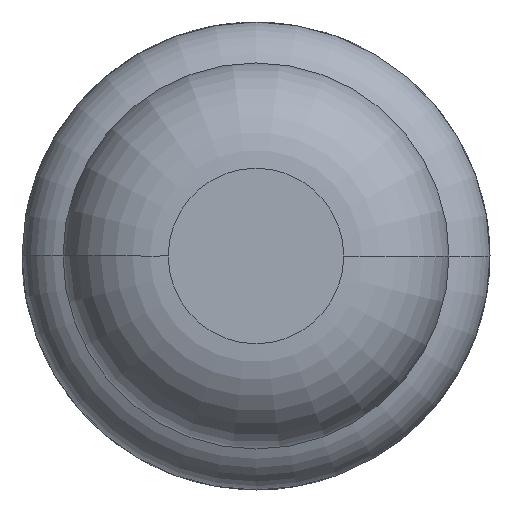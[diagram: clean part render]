
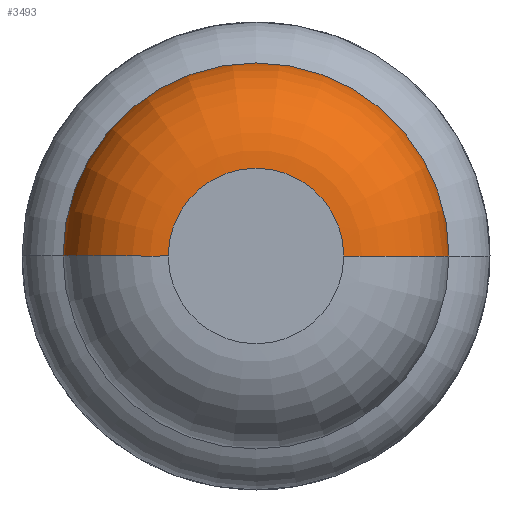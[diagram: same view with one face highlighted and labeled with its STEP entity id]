
A CAD part, front view. The second image highlights one B-rep face of the part: STEP entity #3493.
In plain terms, the highlighted toroidal (fillet/blend) face has major radius 0.375 mm and minor radius 0.45 mm.
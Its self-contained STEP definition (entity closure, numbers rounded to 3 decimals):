
#94 = CARTESIAN_POINT ( 'NONE',  ( 0., -31.55, 0. ) ) ;
#117 = ORIENTED_EDGE ( 'NONE', *, *, #494, .F. ) ;
#221 = DIRECTION ( 'NONE',  ( 1., 0., 0. ) ) ;
#230 = CIRCLE ( 'NONE', #3865, 0.45 ) ;
#332 = DIRECTION ( 'NONE',  ( 1., 0., 0. ) ) ;
#356 = CARTESIAN_POINT ( 'NONE',  ( 0., -32., 0. ) ) ;
#394 = CARTESIAN_POINT ( 'NONE',  ( -0.375, -31.55, 0. ) ) ;
#494 = EDGE_CURVE ( 'Defeature ausgef�hrt1_7+Defeature ausgef�hrt1_8+Defeature ausgef�hrt1_8+Defeature ausgef�hrt1_8', #1670, #2030, #916, .T. ) ;
#620 = EDGE_CURVE ( 'Defeature ausgef�hrt1_8+Defeature ausgef�hrt1_9+Defeature ausgef�hrt1_9+Defeature ausgef�hrt1_9', #1985, #1451, #3747, .T. ) ;
#653 = AXIS2_PLACEMENT_3D ( 'NONE', #2959, #3916, #1403 ) ;
#710 = DIRECTION ( 'NONE',  ( 0., 0., 1. ) ) ;
#815 = CARTESIAN_POINT ( 'NONE',  ( 0.825, -31.55, 0. ) ) ;
#916 = CIRCLE ( 'NONE', #2669, 0.375 ) ;
#1129 = DIRECTION ( 'NONE',  ( 0., -1., 0. ) ) ;
#1235 = EDGE_CURVE ( 'NONE', #1451, #2030, #230, .T. ) ;
#1260 = DIRECTION ( 'NONE',  ( 0., -1., 0. ) ) ;
#1373 = EDGE_LOOP ( 'NONE', ( #2318, #3914, #117, #2301 ) ) ;
#1386 = DIRECTION ( 'NONE',  ( 0., -1., 0. ) ) ;
#1403 = DIRECTION ( 'NONE',  ( -1., 0., 0. ) ) ;
#1451 = VERTEX_POINT ( 'NONE', #3330 ) ;
#1670 = VERTEX_POINT ( 'NONE', #3705 ) ;
#1681 = DIRECTION ( 'NONE',  ( 1., 0., 0. ) ) ;
#1823 = TOROIDAL_SURFACE ( 'NONE', #2831, 0.375, 0.45 ) ;
#1985 = VERTEX_POINT ( 'NONE', #815 ) ;
#2030 = VERTEX_POINT ( 'NONE', #2915 ) ;
#2107 = EDGE_CURVE ( 'NONE', #1985, #1670, #3447, .T. ) ;
#2251 = DIRECTION ( 'NONE',  ( 1., 0., 0. ) ) ;
#2301 = ORIENTED_EDGE ( 'NONE', *, *, #2107, .F. ) ;
#2318 = ORIENTED_EDGE ( 'NONE', *, *, #620, .T. ) ;
#2535 = AXIS2_PLACEMENT_3D ( 'NONE', #94, #1386, #1681 ) ;
#2648 = CARTESIAN_POINT ( 'NONE',  ( 0., -31.55, 0. ) ) ;
#2651 = FACE_OUTER_BOUND ( 'NONE', #1373, .T. ) ;
#2669 = AXIS2_PLACEMENT_3D ( 'NONE', #356, #1260, #332 ) ;
#2831 = AXIS2_PLACEMENT_3D ( 'NONE', #2648, #1129, #221 ) ;
#2915 = CARTESIAN_POINT ( 'NONE',  ( -0.375, -32., 0. ) ) ;
#2959 = CARTESIAN_POINT ( 'NONE',  ( 0.375, -31.55, 0. ) ) ;
#3330 = CARTESIAN_POINT ( 'NONE',  ( -0.825, -31.55, 0. ) ) ;
#3447 = CIRCLE ( 'NONE', #653, 0.45 ) ;
#3493 = ADVANCED_FACE ( 'Defeature ausgef�hrt1_8', ( #2651 ), #1823, .T. ) ;
#3705 = CARTESIAN_POINT ( 'NONE',  ( 0.375, -32., 0. ) ) ;
#3747 = CIRCLE ( 'NONE', #2535, 0.825 ) ;
#3865 = AXIS2_PLACEMENT_3D ( 'NONE', #394, #710, #2251 ) ;
#3914 = ORIENTED_EDGE ( 'NONE', *, *, #1235, .T. ) ;
#3916 = DIRECTION ( 'NONE',  ( 0., 0., -1. ) ) ;
